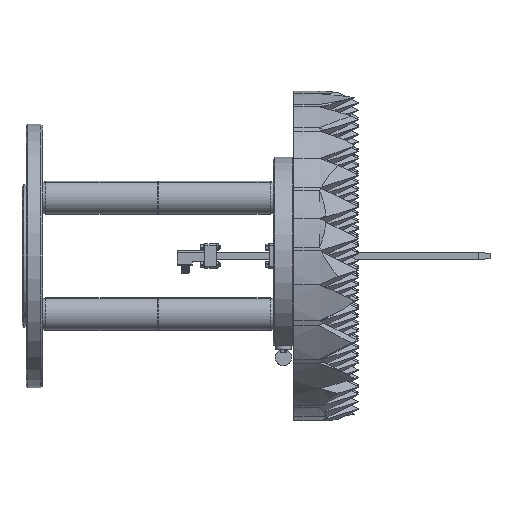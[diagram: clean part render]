
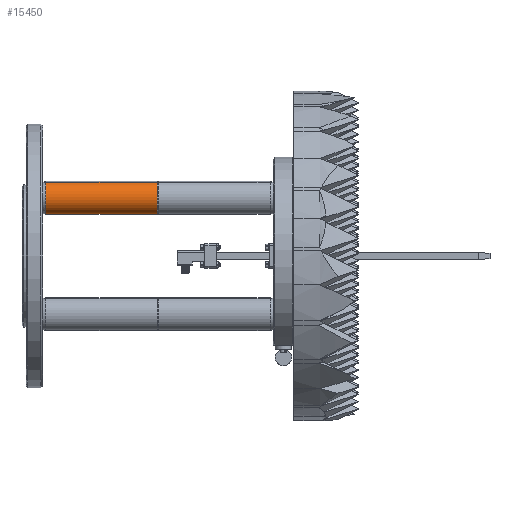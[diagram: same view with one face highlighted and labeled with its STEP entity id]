
A CAD part, left-side view. The second image highlights one B-rep face of the part: STEP entity #15450.
In plain terms, the highlighted cylindrical face has radius 12.7 mm (diameter 25.4 mm), a partial arc.
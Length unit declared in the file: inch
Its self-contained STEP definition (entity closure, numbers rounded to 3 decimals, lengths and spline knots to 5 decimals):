
#2712 = DIRECTION ( 'NONE',  ( -0.286, 0., 0.958 ) ) ;
#3832 = CYLINDRICAL_SURFACE ( 'NONE', #72506, 0.5 ) ;
#4202 = FACE_OUTER_BOUND ( 'NONE', #62863, .T. ) ;
#4463 = EDGE_CURVE ( 'NONE', #61725, #31584, #29597, .T. ) ;
#4604 = CARTESIAN_POINT ( 'NONE',  ( -1.76777, -6.28594, 1.76777 ) ) ;
#5544 = DIRECTION ( 'NONE',  ( 0.286, 0., -0.958 ) ) ;
#7468 = CARTESIAN_POINT ( 'NONE',  ( -1.91088, -0.09, 2.24685 ) ) ;
#11715 = EDGE_CURVE ( 'NONE', #60825, #52353, #68262, .T. ) ;
#14339 = CARTESIAN_POINT ( 'NONE',  ( -1.91088, -3.49, 2.24685 ) ) ;
#15450 = ADVANCED_FACE ( 'NONE', ( #4202 ), #3832, .T. ) ;
#17760 = CARTESIAN_POINT ( 'NONE',  ( -1.91088, -3.49, 2.24685 ) ) ;
#17841 = DIRECTION ( 'NONE',  ( 0., 1., 0. ) ) ;
#18981 = CARTESIAN_POINT ( 'NONE',  ( -1.76777, -0.09, 1.76777 ) ) ;
#25411 = CIRCLE ( 'NONE', #73427, 0.5 ) ;
#25949 = EDGE_CURVE ( 'NONE', #60825, #31584, #25411, .T. ) ;
#29597 = LINE ( 'NONE', #17760, #76878 ) ;
#31584 = VERTEX_POINT ( 'NONE', #7468 ) ;
#34229 = DIRECTION ( 'NONE',  ( 0., -1., 0. ) ) ;
#34608 = VECTOR ( 'NONE', #38168, 39.37008 ) ;
#35046 = CIRCLE ( 'NONE', #71768, 0.5 ) ;
#38168 = DIRECTION ( 'NONE',  ( 0., -1., 0. ) ) ;
#39474 = CARTESIAN_POINT ( 'NONE',  ( -1.76777, -3.49, 1.76777 ) ) ;
#41675 = ORIENTED_EDGE ( 'NONE', *, *, #49554, .F. ) ;
#45392 = DIRECTION ( 'NONE',  ( 0.286, 0., -0.958 ) ) ;
#49554 = EDGE_CURVE ( 'NONE', #61725, #52353, #35046, .T. ) ;
#51102 = ORIENTED_EDGE ( 'NONE', *, *, #11715, .T. ) ;
#52353 = VERTEX_POINT ( 'NONE', #71099 ) ;
#53723 = ORIENTED_EDGE ( 'NONE', *, *, #4463, .T. ) ;
#56860 = DIRECTION ( 'NONE',  ( 0., -1., 0. ) ) ;
#60825 = VERTEX_POINT ( 'NONE', #67742 ) ;
#61725 = VERTEX_POINT ( 'NONE', #14339 ) ;
#62863 = EDGE_LOOP ( 'NONE', ( #71098, #51102, #41675, #53723 ) ) ;
#66785 = DIRECTION ( 'NONE',  ( 0., 1., 0. ) ) ;
#67742 = CARTESIAN_POINT ( 'NONE',  ( -1.62465, -0.09, 1.28869 ) ) ;
#68262 = LINE ( 'NONE', #73790, #34608 ) ;
#71098 = ORIENTED_EDGE ( 'NONE', *, *, #25949, .F. ) ;
#71099 = CARTESIAN_POINT ( 'NONE',  ( -1.62465, -3.49, 1.28869 ) ) ;
#71768 = AXIS2_PLACEMENT_3D ( 'NONE', #39474, #56860, #2712 ) ;
#72506 = AXIS2_PLACEMENT_3D ( 'NONE', #4604, #34229, #45392 ) ;
#73427 = AXIS2_PLACEMENT_3D ( 'NONE', #18981, #17841, #5544 ) ;
#73790 = CARTESIAN_POINT ( 'NONE',  ( -1.62465, -0.09, 1.28869 ) ) ;
#76878 = VECTOR ( 'NONE', #66785, 39.37008 ) ;
